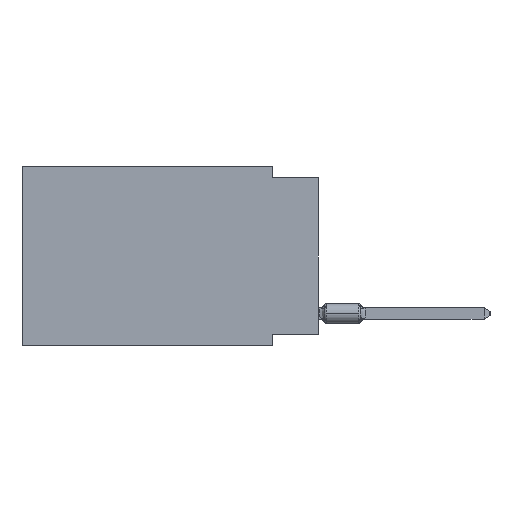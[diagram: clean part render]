
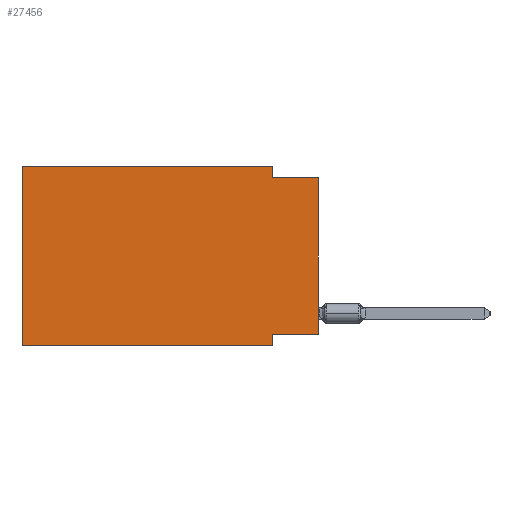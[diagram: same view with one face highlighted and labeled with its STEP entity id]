
A CAD part, left-side view. The second image highlights one B-rep face of the part: STEP entity #27456.
In plain terms, the highlighted planar face has unit normal (-1, 0, 0).
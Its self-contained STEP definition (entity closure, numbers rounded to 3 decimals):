
#505 = CARTESIAN_POINT ( 'NONE',  ( 0., 16.383, 0. ) ) ;
#840 = VECTOR ( 'NONE', #25943, 1000. ) ;
#1430 = CARTESIAN_POINT ( 'NONE',  ( 0., 2.54, 0. ) ) ;
#1483 = DIRECTION ( 'NONE',  ( 0., 1., 0. ) ) ;
#2064 = VECTOR ( 'NONE', #24693, 1000. ) ;
#2475 = CARTESIAN_POINT ( 'NONE',  ( 0., 0., -0.635 ) ) ;
#3051 = EDGE_CURVE ( 'NONE', #14604, #20480, #20749, .T. ) ;
#3816 = CARTESIAN_POINT ( 'NONE',  ( 0., 16.383, -9.906 ) ) ;
#3969 = CARTESIAN_POINT ( 'NONE',  ( 0., 0., -9.271 ) ) ;
#4394 = CARTESIAN_POINT ( 'NONE',  ( 0., 0., -9.271 ) ) ;
#4400 = ORIENTED_EDGE ( 'NONE', *, *, #26417, .T. ) ;
#4469 = DIRECTION ( 'NONE',  ( 0., 0., -1. ) ) ;
#4629 = CARTESIAN_POINT ( 'NONE',  ( 0., 2.54, -9.906 ) ) ;
#4741 = VERTEX_POINT ( 'NONE', #2475 ) ;
#5081 = DIRECTION ( 'NONE',  ( 0., -1., 0. ) ) ;
#5456 = VECTOR ( 'NONE', #4469, 1000. ) ;
#5752 = PLANE ( 'NONE',  #20489 ) ;
#6352 = ORIENTED_EDGE ( 'NONE', *, *, #15262, .F. ) ;
#6707 = ORIENTED_EDGE ( 'NONE', *, *, #9906, .F. ) ;
#7633 = EDGE_LOOP ( 'NONE', ( #4400, #9018, #26539, #16064, #21869, #26597, #6707, #6352 ) ) ;
#8213 = LINE ( 'NONE', #14594, #11821 ) ;
#8423 = EDGE_CURVE ( 'NONE', #20480, #19309, #19139, .T. ) ;
#8430 = LINE ( 'NONE', #17451, #2064 ) ;
#9018 = ORIENTED_EDGE ( 'NONE', *, *, #18438, .F. ) ;
#9906 = EDGE_CURVE ( 'NONE', #14113, #28228, #20297, .T. ) ;
#10170 = DIRECTION ( 'NONE',  ( 1., 0., 0. ) ) ;
#10923 = EDGE_CURVE ( 'NONE', #11434, #14604, #8213, .T. ) ;
#11434 = VERTEX_POINT ( 'NONE', #22780 ) ;
#11821 = VECTOR ( 'NONE', #24189, 1000. ) ;
#12240 = FACE_OUTER_BOUND ( 'NONE', #7633, .T. ) ;
#13666 = CARTESIAN_POINT ( 'NONE',  ( 0., 16.383, 0. ) ) ;
#14113 = VERTEX_POINT ( 'NONE', #17565 ) ;
#14484 = VECTOR ( 'NONE', #1483, 1000. ) ;
#14547 = CARTESIAN_POINT ( 'NONE',  ( 0., 2.54, 0. ) ) ;
#14594 = CARTESIAN_POINT ( 'NONE',  ( 0., 16.383, 0. ) ) ;
#14604 = VERTEX_POINT ( 'NONE', #13666 ) ;
#15262 = EDGE_CURVE ( 'NONE', #27812, #14113, #21284, .T. ) ;
#15981 = VECTOR ( 'NONE', #5081, 1000. ) ;
#16064 = ORIENTED_EDGE ( 'NONE', *, *, #3051, .F. ) ;
#16184 = EDGE_CURVE ( 'NONE', #11434, #28228, #25868, .T. ) ;
#17451 = CARTESIAN_POINT ( 'NONE',  ( 0., 0., 0. ) ) ;
#17565 = CARTESIAN_POINT ( 'NONE',  ( 0., 2.54, -9.271 ) ) ;
#18221 = CARTESIAN_POINT ( 'NONE',  ( 0., 0., -0.635 ) ) ;
#18375 = DIRECTION ( 'NONE',  ( 0., -1., 0. ) ) ;
#18438 = EDGE_CURVE ( 'NONE', #19309, #4741, #21931, .T. ) ;
#19139 = LINE ( 'NONE', #14547, #840 ) ;
#19309 = VERTEX_POINT ( 'NONE', #24964 ) ;
#20297 = LINE ( 'NONE', #4629, #5456 ) ;
#20480 = VERTEX_POINT ( 'NONE', #1430 ) ;
#20489 = AXIS2_PLACEMENT_3D ( 'NONE', #23645, #10170, #25706 ) ;
#20749 = LINE ( 'NONE', #505, #15981 ) ;
#21284 = LINE ( 'NONE', #3969, #14484 ) ;
#21869 = ORIENTED_EDGE ( 'NONE', *, *, #10923, .F. ) ;
#21931 = LINE ( 'NONE', #18221, #23954 ) ;
#22780 = CARTESIAN_POINT ( 'NONE',  ( 0., 16.383, -9.906 ) ) ;
#23424 = CARTESIAN_POINT ( 'NONE',  ( 0., 2.54, -9.906 ) ) ;
#23645 = CARTESIAN_POINT ( 'NONE',  ( 0., 16.383, 0. ) ) ;
#23954 = VECTOR ( 'NONE', #18375, 1000. ) ;
#24189 = DIRECTION ( 'NONE',  ( 0., 0., 1. ) ) ;
#24693 = DIRECTION ( 'NONE',  ( 0., 0., 1. ) ) ;
#24964 = CARTESIAN_POINT ( 'NONE',  ( 0., 2.54, -0.635 ) ) ;
#25706 = DIRECTION ( 'NONE',  ( 0., 0., -1. ) ) ;
#25868 = LINE ( 'NONE', #3816, #28594 ) ;
#25943 = DIRECTION ( 'NONE',  ( 0., 0., -1. ) ) ;
#26417 = EDGE_CURVE ( 'NONE', #27812, #4741, #8430, .T. ) ;
#26539 = ORIENTED_EDGE ( 'NONE', *, *, #8423, .F. ) ;
#26597 = ORIENTED_EDGE ( 'NONE', *, *, #16184, .T. ) ;
#27456 = ADVANCED_FACE ( 'NONE', ( #12240 ), #5752, .F. ) ;
#27812 = VERTEX_POINT ( 'NONE', #4394 ) ;
#28228 = VERTEX_POINT ( 'NONE', #23424 ) ;
#28380 = DIRECTION ( 'NONE',  ( 0., -1., 0. ) ) ;
#28594 = VECTOR ( 'NONE', #28380, 1000. ) ;
